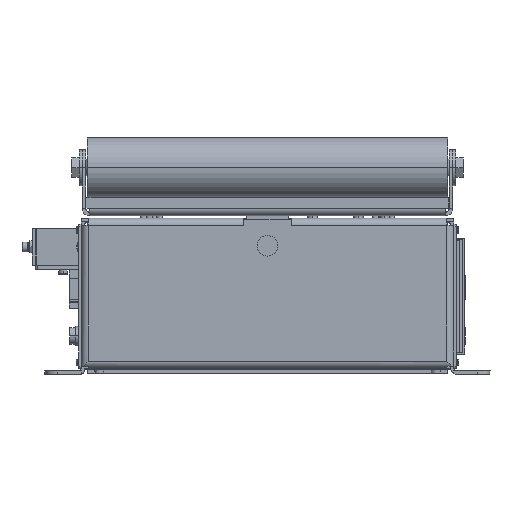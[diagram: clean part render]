
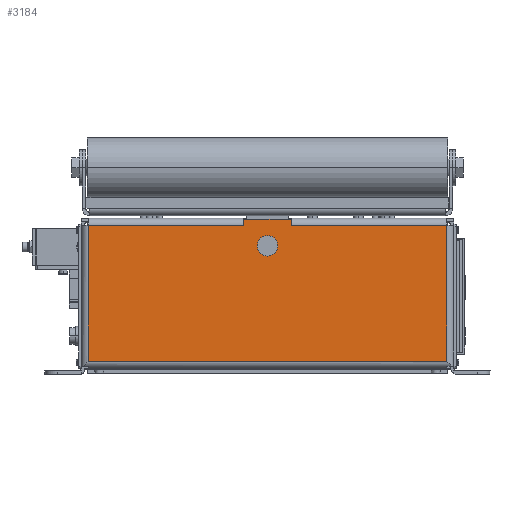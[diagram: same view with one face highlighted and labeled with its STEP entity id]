
A CAD part, left-side view. The second image highlights one B-rep face of the part: STEP entity #3184.
In plain terms, the highlighted face is planar.
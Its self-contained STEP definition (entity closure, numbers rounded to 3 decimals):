
#165=CARTESIAN_POINT('',(8.5,42.,-113.0));
#166=VERTEX_POINT('',#165);
#182=CARTESIAN_POINT('',(-8.5,42.,-113.0));
#183=VERTEX_POINT('',#182);
#190=CARTESIAN_POINT('',(0.0,42.,-113.0));
#191=DIRECTION('',(0.0,0.0,1.0));
#192=DIRECTION('',(1.0,0.0,0.0));
#193=AXIS2_PLACEMENT_3D('',#190,#191,#192);
#194=CIRCLE('',#193,8.5);
#195=EDGE_CURVE('',#166,#183,#194,.T.);
#1217=CARTESIAN_POINT('',(19.7,64.0,-113.));
#1218=VERTEX_POINT('',#1217);
#1235=CARTESIAN_POINT('',(19.7,59.0,-113.));
#1236=VERTEX_POINT('',#1235);
#1243=CARTESIAN_POINT('',(19.7,59.0,-113.));
#1244=DIRECTION('',(0.0,1.0,0.0));
#1245=VECTOR('',#1244,5.0);
#1246=LINE('',#1243,#1245);
#1247=EDGE_CURVE('',#1236,#1218,#1246,.T.);
#1259=CARTESIAN_POINT('',(-19.7,64.0,-113.));
#1260=VERTEX_POINT('',#1259);
#1267=CARTESIAN_POINT('',(-19.7,59.0,-113.));
#1268=VERTEX_POINT('',#1267);
#1269=CARTESIAN_POINT('',(-19.7,59.0,-113.));
#1270=DIRECTION('',(0.0,1.0,0.0));
#1271=VECTOR('',#1270,5.0);
#1272=LINE('',#1269,#1271);
#1273=EDGE_CURVE('',#1268,#1260,#1272,.T.);
#1297=CARTESIAN_POINT('',(-19.7,64.0,-113.));
#1298=DIRECTION('',(1.0,0.0,0.0));
#1299=VECTOR('',#1298,39.4);
#1300=LINE('',#1297,#1299);
#1301=EDGE_CURVE('',#1260,#1218,#1300,.T.);
#1320=CARTESIAN_POINT('',(-20.,59.0,-113.0));
#1321=VERTEX_POINT('',#1320);
#1322=CARTESIAN_POINT('',(-19.7,59.0,-113.));
#1323=DIRECTION('',(-1.0,0.0,0.0));
#1324=VECTOR('',#1323,0.3);
#1325=LINE('',#1322,#1324);
#1326=EDGE_CURVE('',#1268,#1321,#1325,.T.);
#1359=CARTESIAN_POINT('',(20.,59.0,-113.0));
#1360=VERTEX_POINT('',#1359);
#1367=CARTESIAN_POINT('',(20.,59.0,-113.0));
#1368=DIRECTION('',(-1.0,0.0,0.0));
#1369=VECTOR('',#1368,0.3);
#1370=LINE('',#1367,#1369);
#1371=EDGE_CURVE('',#1360,#1236,#1370,.T.);
#1447=CARTESIAN_POINT('',(149.0,59.0,-113.0));
#1448=VERTEX_POINT('',#1447);
#1456=CARTESIAN_POINT('',(149.0,59.0,-113.0));
#1457=DIRECTION('',(-1.0,0.0,0.0));
#1458=VECTOR('',#1457,129.);
#1459=LINE('',#1456,#1458);
#1460=EDGE_CURVE('',#1448,#1360,#1459,.T.);
#3089=CARTESIAN_POINT('',(-149.,59.0,-113.0));
#3090=VERTEX_POINT('',#3089);
#3091=CARTESIAN_POINT('',(-20.,59.0,-113.0));
#3092=DIRECTION('',(-1.0,0.0,0.0));
#3093=VECTOR('',#3092,129.);
#3094=LINE('',#3091,#3093);
#3095=EDGE_CURVE('',#1321,#3090,#3094,.T.);
#3138=CARTESIAN_POINT('',(0.,0.,-113.0));
#3139=DIRECTION('',(0.0,0.0,1.0));
#3140=DIRECTION('',(1.0,0.0,0.0));
#3141=AXIS2_PLACEMENT_3D('',#3138,#3139,#3140);
#3142=PLANE('',#3141);
#3143=ORIENTED_EDGE('',*,*,#1460,.F.);
#3144=CARTESIAN_POINT('',(149.0,-54.,-113.0));
#3145=VERTEX_POINT('',#3144);
#3146=CARTESIAN_POINT('',(149.0,-54.,-113.0));
#3147=DIRECTION('',(0.0,1.0,0.0));
#3148=VECTOR('',#3147,113.);
#3149=LINE('',#3146,#3148);
#3150=EDGE_CURVE('',#3145,#1448,#3149,.T.);
#3151=ORIENTED_EDGE('',*,*,#3150,.F.);
#3152=CARTESIAN_POINT('',(-149.0,-54.,-113.0));
#3153=VERTEX_POINT('',#3152);
#3154=CARTESIAN_POINT('',(-149.0,-54.,-113.0));
#3155=DIRECTION('',(1.0,0.0,0.0));
#3156=VECTOR('',#3155,298.0);
#3157=LINE('',#3154,#3156);
#3158=EDGE_CURVE('',#3153,#3145,#3157,.T.);
#3159=ORIENTED_EDGE('',*,*,#3158,.F.);
#3160=CARTESIAN_POINT('',(-149.,59.0,-113.0));
#3161=DIRECTION('',(0.0,-1.0,0.0));
#3162=VECTOR('',#3161,113.);
#3163=LINE('',#3160,#3162);
#3164=EDGE_CURVE('',#3090,#3153,#3163,.T.);
#3165=ORIENTED_EDGE('',*,*,#3164,.F.);
#3166=ORIENTED_EDGE('',*,*,#3095,.F.);
#3167=ORIENTED_EDGE('',*,*,#1326,.F.);
#3168=ORIENTED_EDGE('',*,*,#1273,.T.);
#3169=ORIENTED_EDGE('',*,*,#1301,.T.);
#3170=ORIENTED_EDGE('',*,*,#1247,.F.);
#3171=ORIENTED_EDGE('',*,*,#1371,.F.);
#3172=EDGE_LOOP('',(#3143,#3151,#3159,#3165,#3166,#3167,#3168,#3169,#3170,#3171));
#3173=FACE_OUTER_BOUND('',#3172,.T.);
#3174=CARTESIAN_POINT('',(0.0,42.,-113.0));
#3175=DIRECTION('',(0.0,0.0,1.0));
#3176=DIRECTION('',(1.0,0.0,0.0));
#3177=AXIS2_PLACEMENT_3D('',#3174,#3175,#3176);
#3178=CIRCLE('',#3177,8.5);
#3179=EDGE_CURVE('',#183,#166,#3178,.T.);
#3180=ORIENTED_EDGE('',*,*,#3179,.T.);
#3181=ORIENTED_EDGE('',*,*,#195,.T.);
#3182=EDGE_LOOP('',(#3180,#3181));
#3183=FACE_BOUND('',#3182,.T.);
#3184=ADVANCED_FACE('',(#3173,#3183),#3142,.F.);
